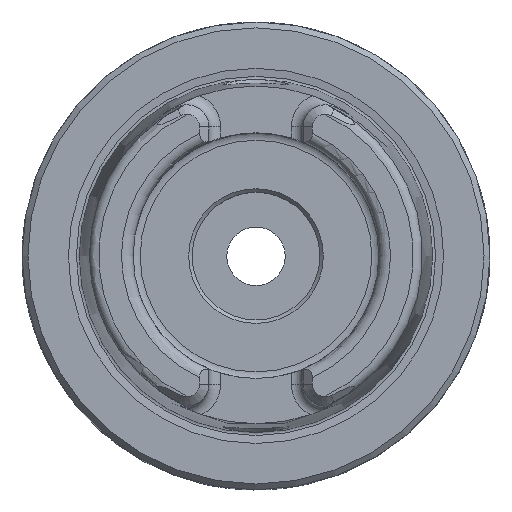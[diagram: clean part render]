
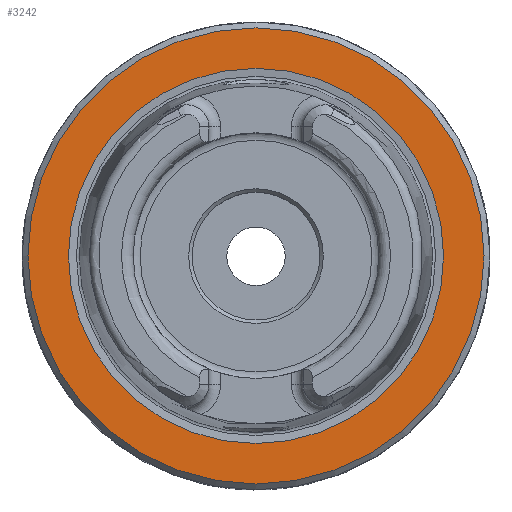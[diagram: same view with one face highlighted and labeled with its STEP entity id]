
A CAD part, top view. The second image highlights one B-rep face of the part: STEP entity #3242.
In plain terms, the highlighted planar face has unit normal (0, 0, 1).
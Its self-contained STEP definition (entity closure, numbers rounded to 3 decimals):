
#95=PLANE('',#3475);
#813=ORIENTED_EDGE('',*,*,#1272,.T.);
#814=ORIENTED_EDGE('',*,*,#1273,.F.);
#1272=EDGE_CURVE('',#1506,#1506,#1621,.T.);
#1273=EDGE_CURVE('',#1507,#1507,#1622,.T.);
#1506=VERTEX_POINT('',#5189);
#1507=VERTEX_POINT('',#5192);
#1621=CIRCLE('',#3474,16.04);
#1622=CIRCLE('',#3476,19.5);
#1780=EDGE_LOOP('',(#813));
#1781=EDGE_LOOP('',(#814));
#1990=FACE_BOUND('',#1780,.T.);
#1991=FACE_BOUND('',#1781,.T.);
#3242=ADVANCED_FACE('',(#1990,#1991),#95,.T.);
#3474=AXIS2_PLACEMENT_3D('',#5188,#4011,#4012);
#3475=AXIS2_PLACEMENT_3D('',#5190,#4013,#4014);
#3476=AXIS2_PLACEMENT_3D('',#5191,#4015,#4016);
#4011=DIRECTION('',(0.,0.,-1.));
#4012=DIRECTION('',(-1.,0.,0.));
#4013=DIRECTION('',(0.,0.,1.));
#4014=DIRECTION('',(1.,0.,0.));
#4015=DIRECTION('',(0.,0.,-1.));
#4016=DIRECTION('',(-1.,0.,0.));
#5188=CARTESIAN_POINT('',(0.,0.,0.));
#5189=CARTESIAN_POINT('',(-16.04,0.,0.));
#5190=CARTESIAN_POINT('',(-16.04,0.,0.));
#5191=CARTESIAN_POINT('',(0.,0.,0.));
#5192=CARTESIAN_POINT('',(-19.5,0.,0.));
